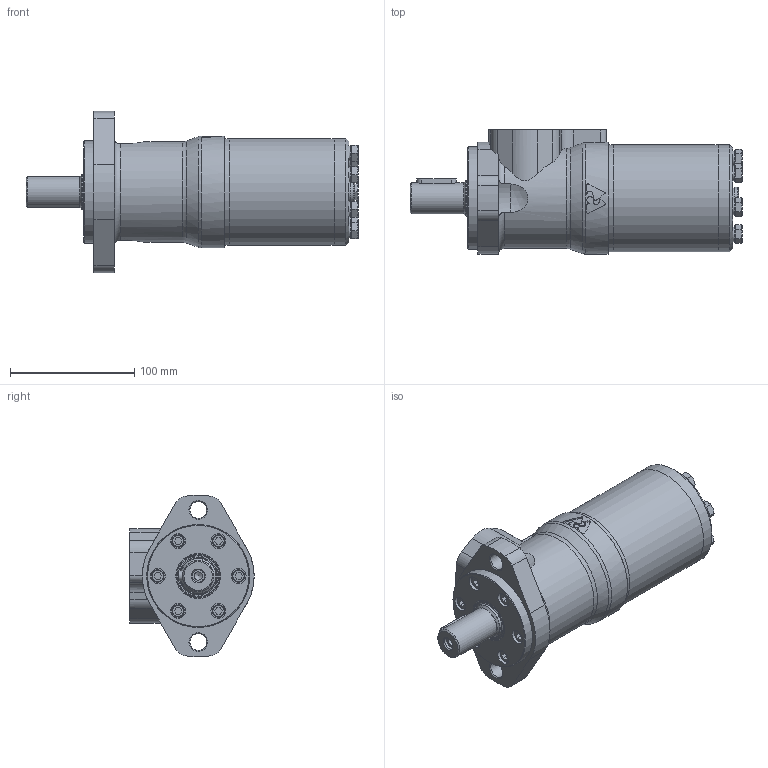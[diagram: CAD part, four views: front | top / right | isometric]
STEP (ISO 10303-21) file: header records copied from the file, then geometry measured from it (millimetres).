
FILE_DESCRIPTION( ( 'STEP AP214' ), '1' );
FILE_NAME( 'MP630CU.stp', '2019-11-12T08:16:22', ( '' ), ( '' ), ' ', 'PARTsolutions', ' ' );
FILE_SCHEMA( ( 'AUTOMOTIVE_DESIGN { 1 0 10303 214 1 1 1 1 }' ) );
Length unit declared in the file: millimetre
Products named in the file (7): MP630CU; _MPCBO; _MPCSH; _MPFMF; _MPVP; _MP630D; _MP
Assembly tree (6 placements, depth 2):
  MP630CU
    _MPCBO
    _MPCSH
    _MPFMF
    _MPVP
    _MP630D
    _MP
Bounding box: 267.1 x 100 x 129.82 mm (x, y, z)
Volume: 1327113.5 mm3; surface area: 147118.5 mm2
Topology: 6 solids, 6 shells, 386 faces, 875 edges, 543 vertices
Faces by surface type: plane 209, cylinder 86, cone 73, torus 16, sphere 2
Full cylindrical faces by diameter (mm): 2 x2, 6.647 x5, 7 x1, 10 x7, 11.9 x7, 12 x6, 13 x7, 13.35 x2, 17 x1, 18 x1, 18.631 x2, 25 x1, 28.56 x1, 29 x1, 32.6 x1, 35 x1, 82.3 x1, 82.5 x1, 82.55 x1, 86 x3, 90 x1
Entity records: 14251 total; most frequent: CARTESIAN_POINT 2938, DIRECTION 1697, ORIENTED_EDGE 1510, EDGE_CURVE 755, AXIS2_PLACEMENT_3D 679, EDGE_LOOP 528, VERTEX_POINT 526, FACE_OUTER_BOUND 450
